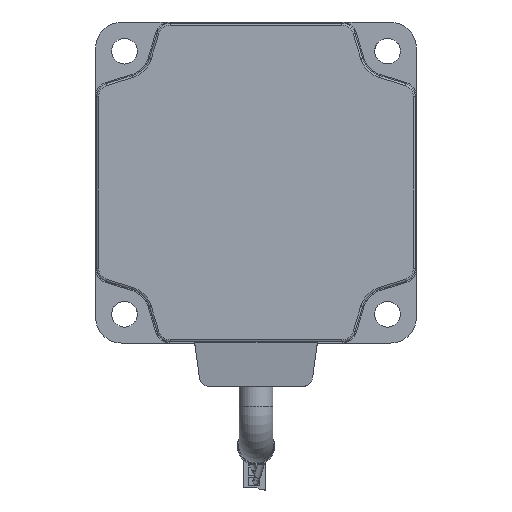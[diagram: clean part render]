
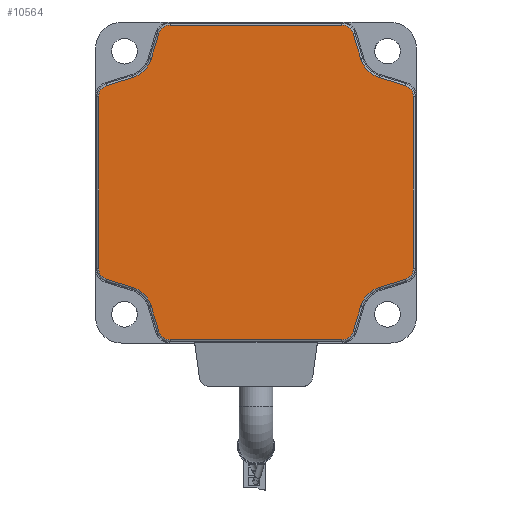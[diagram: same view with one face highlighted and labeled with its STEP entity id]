
A CAD part, top view. The second image highlights one B-rep face of the part: STEP entity #10564.
In plain terms, the highlighted planar face has unit normal (0, 0, 1).
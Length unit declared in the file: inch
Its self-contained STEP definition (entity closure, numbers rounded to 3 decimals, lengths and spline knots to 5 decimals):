
#9651=CARTESIAN_POINT('',(-0.8528,1.56496,1.33858));
#9652=VERTEX_POINT('',#9651);
#9660=CARTESIAN_POINT('',(0.8528,1.56496,1.33858));
#9661=VERTEX_POINT('',#9660);
#9662=CARTESIAN_POINT('',(-0.8528,1.56496,1.33858));
#9663=DIRECTION('',(1.0,0.0,0.0));
#9664=VECTOR('',#9663,1.7056);
#9665=LINE('',#9662,#9664);
#9666=EDGE_CURVE('',#9652,#9661,#9665,.T.);
#9686=CARTESIAN_POINT('',(-0.96574,1.48142,1.33858));
#9687=VERTEX_POINT('',#9686);
#9695=CARTESIAN_POINT('',(-0.8528,1.44685,1.33858));
#9696=DIRECTION('',(0.,0.,-1.0));
#9697=DIRECTION('',(-0.595,0.804,0.));
#9698=AXIS2_PLACEMENT_3D('',#9695,#9696,#9697);
#9699=CIRCLE('',#9698,0.11811);
#9700=EDGE_CURVE('',#9687,#9652,#9699,.T.);
#9718=CARTESIAN_POINT('',(0.96574,1.48142,1.33858));
#9719=VERTEX_POINT('',#9718);
#9729=CARTESIAN_POINT('',(0.8528,1.44685,1.33858));
#9730=DIRECTION('',(0.,0.,-1.0));
#9731=DIRECTION('',(0.595,0.804,0.));
#9732=AXIS2_PLACEMENT_3D('',#9729,#9730,#9731);
#9733=CIRCLE('',#9732,0.11811);
#9734=EDGE_CURVE('',#9661,#9719,#9733,.T.);
#9746=CARTESIAN_POINT('',(-1.04374,1.2266,1.33858));
#9747=VERTEX_POINT('',#9746);
#9755=CARTESIAN_POINT('',(-1.04374,1.2266,1.33858));
#9756=DIRECTION('',(0.293,0.956,0.0));
#9757=VECTOR('',#9756,0.2665);
#9758=LINE('',#9755,#9757);
#9759=EDGE_CURVE('',#9747,#9687,#9758,.T.);
#9776=CARTESIAN_POINT('',(1.04374,1.2266,1.33858));
#9777=VERTEX_POINT('',#9776);
#9787=CARTESIAN_POINT('',(0.96574,1.48142,1.33858));
#9788=DIRECTION('',(0.293,-0.956,0.0));
#9789=VECTOR('',#9788,0.2665);
#9790=LINE('',#9787,#9789);
#9791=EDGE_CURVE('',#9719,#9777,#9790,.T.);
#9803=CARTESIAN_POINT('',(-1.2266,1.04374,1.33858));
#9804=VERTEX_POINT('',#9803);
#9812=CARTESIAN_POINT('',(-1.30726,1.30726,1.33858));
#9813=DIRECTION('',(0.,0.,1.0));
#9814=DIRECTION('',(0.707,-0.707,0.));
#9815=AXIS2_PLACEMENT_3D('',#9812,#9813,#9814);
#9816=CIRCLE('',#9815,0.27559);
#9817=EDGE_CURVE('',#9804,#9747,#9816,.T.);
#9835=CARTESIAN_POINT('',(1.2266,1.04374,1.33858));
#9836=VERTEX_POINT('',#9835);
#9846=CARTESIAN_POINT('',(1.30726,1.30726,1.33858));
#9847=DIRECTION('',(0.,0.,1.0));
#9848=DIRECTION('',(-0.707,-0.707,0.));
#9849=AXIS2_PLACEMENT_3D('',#9846,#9847,#9848);
#9850=CIRCLE('',#9849,0.27559);
#9851=EDGE_CURVE('',#9777,#9836,#9850,.T.);
#9863=CARTESIAN_POINT('',(-1.48142,0.96574,1.33858));
#9864=VERTEX_POINT('',#9863);
#9872=CARTESIAN_POINT('',(-1.48142,0.96574,1.33858));
#9873=DIRECTION('',(0.956,0.293,0.0));
#9874=VECTOR('',#9873,0.2665);
#9875=LINE('',#9872,#9874);
#9876=EDGE_CURVE('',#9864,#9804,#9875,.T.);
#9893=CARTESIAN_POINT('',(1.48142,0.96574,1.33858));
#9894=VERTEX_POINT('',#9893);
#9904=CARTESIAN_POINT('',(1.2266,1.04374,1.33858));
#9905=DIRECTION('',(0.956,-0.293,0.0));
#9906=VECTOR('',#9905,0.2665);
#9907=LINE('',#9904,#9906);
#9908=EDGE_CURVE('',#9836,#9894,#9907,.T.);
#9920=CARTESIAN_POINT('',(-1.56496,0.8528,1.33858));
#9921=VERTEX_POINT('',#9920);
#9929=CARTESIAN_POINT('',(-1.44685,0.8528,1.33858));
#9930=DIRECTION('',(0.,0.,-1.0));
#9931=DIRECTION('',(-0.804,0.595,0.));
#9932=AXIS2_PLACEMENT_3D('',#9929,#9930,#9931);
#9933=CIRCLE('',#9932,0.11811);
#9934=EDGE_CURVE('',#9921,#9864,#9933,.T.);
#9952=CARTESIAN_POINT('',(1.56496,0.8528,1.33858));
#9953=VERTEX_POINT('',#9952);
#9963=CARTESIAN_POINT('',(1.44685,0.8528,1.33858));
#9964=DIRECTION('',(0.,0.,-1.0));
#9965=DIRECTION('',(0.804,0.595,0.));
#9966=AXIS2_PLACEMENT_3D('',#9963,#9964,#9965);
#9967=CIRCLE('',#9966,0.11811);
#9968=EDGE_CURVE('',#9894,#9953,#9967,.T.);
#9980=CARTESIAN_POINT('',(-1.56496,-0.8528,1.33858));
#9981=VERTEX_POINT('',#9980);
#9989=CARTESIAN_POINT('',(-1.56496,-0.8528,1.33858));
#9990=DIRECTION('',(0.0,1.0,0.0));
#9991=VECTOR('',#9990,1.7056);
#9992=LINE('',#9989,#9991);
#9993=EDGE_CURVE('',#9981,#9921,#9992,.T.);
#10010=CARTESIAN_POINT('',(1.56496,-0.8528,1.33858));
#10011=VERTEX_POINT('',#10010);
#10021=CARTESIAN_POINT('',(1.56496,0.8528,1.33858));
#10022=DIRECTION('',(0.0,-1.0,0.0));
#10023=VECTOR('',#10022,1.7056);
#10024=LINE('',#10021,#10023);
#10025=EDGE_CURVE('',#9953,#10011,#10024,.T.);
#10037=CARTESIAN_POINT('',(-1.48142,-0.96574,1.33858));
#10038=VERTEX_POINT('',#10037);
#10046=CARTESIAN_POINT('',(-1.44685,-0.8528,1.33858));
#10047=DIRECTION('',(0.,0.,-1.0));
#10048=DIRECTION('',(-0.804,-0.595,0.));
#10049=AXIS2_PLACEMENT_3D('',#10046,#10047,#10048);
#10050=CIRCLE('',#10049,0.11811);
#10051=EDGE_CURVE('',#10038,#9981,#10050,.T.);
#10069=CARTESIAN_POINT('',(1.48142,-0.96574,1.33858));
#10070=VERTEX_POINT('',#10069);
#10080=CARTESIAN_POINT('',(1.44685,-0.8528,1.33858));
#10081=DIRECTION('',(0.,0.,-1.0));
#10082=DIRECTION('',(0.804,-0.595,0.));
#10083=AXIS2_PLACEMENT_3D('',#10080,#10081,#10082);
#10084=CIRCLE('',#10083,0.11811);
#10085=EDGE_CURVE('',#10011,#10070,#10084,.T.);
#10097=CARTESIAN_POINT('',(-1.2266,-1.04374,1.33858));
#10098=VERTEX_POINT('',#10097);
#10106=CARTESIAN_POINT('',(-1.2266,-1.04374,1.33858));
#10107=DIRECTION('',(-0.956,0.293,0.0));
#10108=VECTOR('',#10107,0.2665);
#10109=LINE('',#10106,#10108);
#10110=EDGE_CURVE('',#10098,#10038,#10109,.T.);
#10127=CARTESIAN_POINT('',(1.2266,-1.04374,1.33858));
#10128=VERTEX_POINT('',#10127);
#10138=CARTESIAN_POINT('',(1.48142,-0.96574,1.33858));
#10139=DIRECTION('',(-0.956,-0.293,0.0));
#10140=VECTOR('',#10139,0.2665);
#10141=LINE('',#10138,#10140);
#10142=EDGE_CURVE('',#10070,#10128,#10141,.T.);
#10154=CARTESIAN_POINT('',(-1.04374,-1.2266,1.33858));
#10155=VERTEX_POINT('',#10154);
#10163=CARTESIAN_POINT('',(-1.30726,-1.30726,1.33858));
#10164=DIRECTION('',(0.,0.,1.0));
#10165=DIRECTION('',(0.707,0.707,0.));
#10166=AXIS2_PLACEMENT_3D('',#10163,#10164,#10165);
#10167=CIRCLE('',#10166,0.27559);
#10168=EDGE_CURVE('',#10155,#10098,#10167,.T.);
#10186=CARTESIAN_POINT('',(1.04374,-1.2266,1.33858));
#10187=VERTEX_POINT('',#10186);
#10197=CARTESIAN_POINT('',(1.30726,-1.30726,1.33858));
#10198=DIRECTION('',(0.,0.,1.0));
#10199=DIRECTION('',(-0.707,0.707,0.));
#10200=AXIS2_PLACEMENT_3D('',#10197,#10198,#10199);
#10201=CIRCLE('',#10200,0.27559);
#10202=EDGE_CURVE('',#10128,#10187,#10201,.T.);
#10214=CARTESIAN_POINT('',(-0.96574,-1.48142,1.33858));
#10215=VERTEX_POINT('',#10214);
#10223=CARTESIAN_POINT('',(-0.96574,-1.48142,1.33858));
#10224=DIRECTION('',(-0.293,0.956,0.0));
#10225=VECTOR('',#10224,0.2665);
#10226=LINE('',#10223,#10225);
#10227=EDGE_CURVE('',#10215,#10155,#10226,.T.);
#10244=CARTESIAN_POINT('',(0.96574,-1.48142,1.33858));
#10245=VERTEX_POINT('',#10244);
#10255=CARTESIAN_POINT('',(1.04374,-1.2266,1.33858));
#10256=DIRECTION('',(-0.293,-0.956,0.0));
#10257=VECTOR('',#10256,0.2665);
#10258=LINE('',#10255,#10257);
#10259=EDGE_CURVE('',#10187,#10245,#10258,.T.);
#10271=CARTESIAN_POINT('',(-0.8528,-1.56496,1.33858));
#10272=VERTEX_POINT('',#10271);
#10280=CARTESIAN_POINT('',(-0.8528,-1.44685,1.33858));
#10281=DIRECTION('',(0.,0.,-1.0));
#10282=DIRECTION('',(-0.595,-0.804,0.));
#10283=AXIS2_PLACEMENT_3D('',#10280,#10281,#10282);
#10284=CIRCLE('',#10283,0.11811);
#10285=EDGE_CURVE('',#10272,#10215,#10284,.T.);
#10303=CARTESIAN_POINT('',(0.8528,-1.56496,1.33858));
#10304=VERTEX_POINT('',#10303);
#10314=CARTESIAN_POINT('',(0.8528,-1.44685,1.33858));
#10315=DIRECTION('',(0.,0.,-1.0));
#10316=DIRECTION('',(0.595,-0.804,0.));
#10317=AXIS2_PLACEMENT_3D('',#10314,#10315,#10316);
#10318=CIRCLE('',#10317,0.11811);
#10319=EDGE_CURVE('',#10245,#10304,#10318,.T.);
#10337=CARTESIAN_POINT('',(0.8528,-1.56496,1.33858));
#10338=DIRECTION('',(-1.0,0.0,0.0));
#10339=VECTOR('',#10338,1.7056);
#10340=LINE('',#10337,#10339);
#10341=EDGE_CURVE('',#10304,#10272,#10340,.T.);
#10533=CARTESIAN_POINT('',(0.,0.,1.33858));
#10534=DIRECTION('',(0.0,0.0,1.0));
#10535=DIRECTION('',(1.0,0.0,0.0));
#10536=AXIS2_PLACEMENT_3D('',#10533,#10534,#10535);
#10537=PLANE('',#10536);
#10538=ORIENTED_EDGE('',*,*,#9666,.F.);
#10539=ORIENTED_EDGE('',*,*,#9700,.F.);
#10540=ORIENTED_EDGE('',*,*,#9759,.F.);
#10541=ORIENTED_EDGE('',*,*,#9817,.F.);
#10542=ORIENTED_EDGE('',*,*,#9876,.F.);
#10543=ORIENTED_EDGE('',*,*,#9934,.F.);
#10544=ORIENTED_EDGE('',*,*,#9993,.F.);
#10545=ORIENTED_EDGE('',*,*,#10051,.F.);
#10546=ORIENTED_EDGE('',*,*,#10110,.F.);
#10547=ORIENTED_EDGE('',*,*,#10168,.F.);
#10548=ORIENTED_EDGE('',*,*,#10227,.F.);
#10549=ORIENTED_EDGE('',*,*,#10285,.F.);
#10550=ORIENTED_EDGE('',*,*,#10341,.F.);
#10551=ORIENTED_EDGE('',*,*,#10319,.F.);
#10552=ORIENTED_EDGE('',*,*,#10259,.F.);
#10553=ORIENTED_EDGE('',*,*,#10202,.F.);
#10554=ORIENTED_EDGE('',*,*,#10142,.F.);
#10555=ORIENTED_EDGE('',*,*,#10085,.F.);
#10556=ORIENTED_EDGE('',*,*,#10025,.F.);
#10557=ORIENTED_EDGE('',*,*,#9968,.F.);
#10558=ORIENTED_EDGE('',*,*,#9908,.F.);
#10559=ORIENTED_EDGE('',*,*,#9851,.F.);
#10560=ORIENTED_EDGE('',*,*,#9791,.F.);
#10561=ORIENTED_EDGE('',*,*,#9734,.F.);
#10562=EDGE_LOOP('',(#10538,#10539,#10540,#10541,#10542,#10543,#10544,#10545,#10546,#10547,#10548,#10549,#10550,#10551,#10552,#10553,#10554,#10555,#10556,#10557,#10558,#10559,#10560,#10561));
#10563=FACE_OUTER_BOUND('',#10562,.T.);
#10564=ADVANCED_FACE('',(#10563),#10537,.T.);
